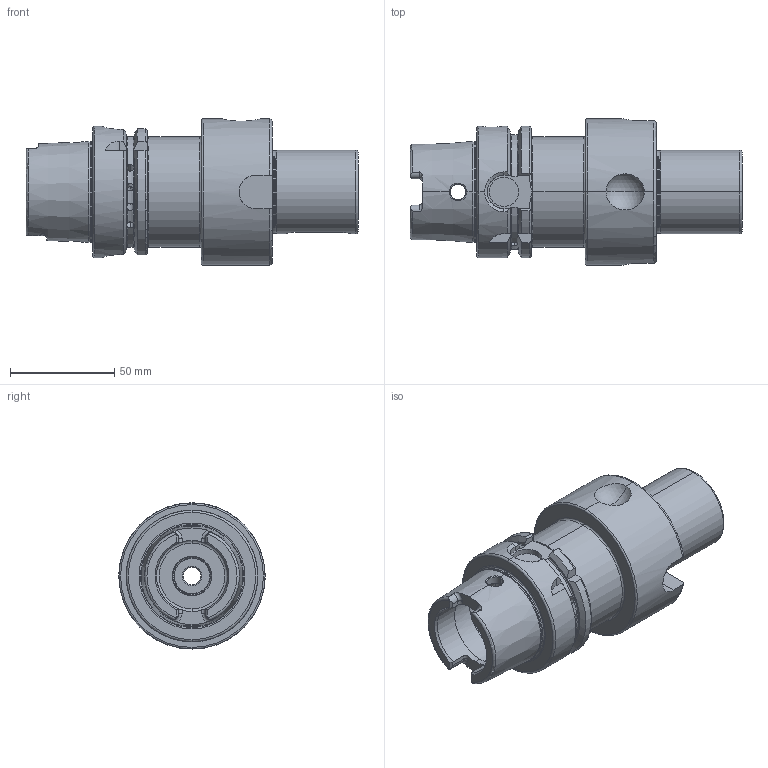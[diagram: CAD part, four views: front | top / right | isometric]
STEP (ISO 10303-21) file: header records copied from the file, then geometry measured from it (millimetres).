
FILE_DESCRIPTION (( 'STEP AP203' ), '1' );
FILE_NAME ('A63.10.40.STEP', '2016-10-12T08:04:31', ( '' ), ( '' ), 'SwSTEP 2.0', 'SolidWorks 2012', '' );
FILE_SCHEMA (( 'CONFIG_CONTROL_DESIGN' ));
Length unit declared in the file: millimetre
Products named in the file (1): A63.10.40
Bounding box: 159 x 70 x 70 mm (x, y, z)
Volume: 285112.7 mm3; surface area: 50982.6 mm2
Topology: 1 solids, 1 shells, 281 faces, 753 edges, 469 vertices
Faces by surface type: cylinder 110, plane 70, torus 44, cone 37, bspline 18, sphere 2
Entity records: 21211 total; most frequent: CARTESIAN_POINT 14707, ORIENTED_EDGE 1486, DIRECTION 1206, EDGE_CURVE 743, AXIS2_PLACEMENT_3D 483, VERTEX_POINT 469, EDGE_LOOP 292, FACE_OUTER_BOUND 281
